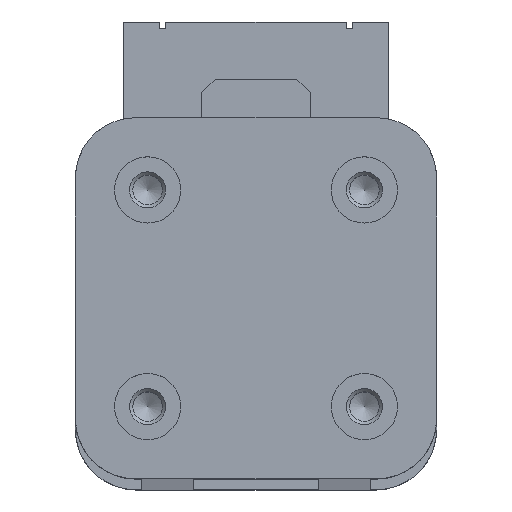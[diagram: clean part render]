
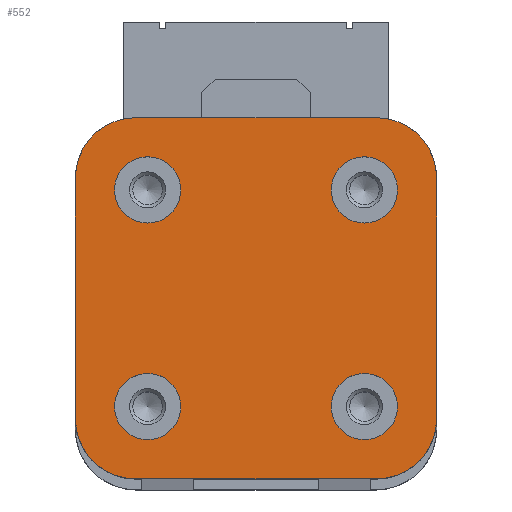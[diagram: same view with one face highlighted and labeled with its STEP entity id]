
A CAD part, top view. The second image highlights one B-rep face of the part: STEP entity #552.
In plain terms, the highlighted planar face has unit normal (0, 0, 1).
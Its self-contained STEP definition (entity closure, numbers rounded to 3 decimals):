
#552 = ADVANCED_FACE( '', ( #1176, #1177, #1178, #1179, #1180 ), #1181, .T. );
#1176 = FACE_BOUND( '', #1887, .T. );
#1177 = FACE_BOUND( '', #1888, .T. );
#1178 = FACE_BOUND( '', #1889, .T. );
#1179 = FACE_BOUND( '', #1890, .T. );
#1180 = FACE_OUTER_BOUND( '', #1891, .T. );
#1181 = PLANE( '', #1892 );
#1887 = EDGE_LOOP( '', ( #3220 ) );
#1888 = EDGE_LOOP( '', ( #3221 ) );
#1889 = EDGE_LOOP( '', ( #3222 ) );
#1890 = EDGE_LOOP( '', ( #3223 ) );
#1891 = EDGE_LOOP( '', ( #3224, #3225, #3226, #3227, #3228, #3229, #3230, #3231 ) );
#1892 = AXIS2_PLACEMENT_3D( '', #3232, #3233, #3234 );
#3220 = ORIENTED_EDGE( '', *, *, #4467, .T. );
#3221 = ORIENTED_EDGE( '', *, *, #4478, .T. );
#3222 = ORIENTED_EDGE( '', *, *, #4479, .T. );
#3223 = ORIENTED_EDGE( '', *, *, #4301, .T. );
#3224 = ORIENTED_EDGE( '', *, *, #4235, .T. );
#3225 = ORIENTED_EDGE( '', *, *, #4447, .T. );
#3226 = ORIENTED_EDGE( '', *, *, #4366, .T. );
#3227 = ORIENTED_EDGE( '', *, *, #4270, .T. );
#3228 = ORIENTED_EDGE( '', *, *, #4208, .T. );
#3229 = ORIENTED_EDGE( '', *, *, #4314, .T. );
#3230 = ORIENTED_EDGE( '', *, *, #4339, .T. );
#3231 = ORIENTED_EDGE( '', *, *, #4374, .T. );
#3232 = CARTESIAN_POINT( '', ( -10., -10., 265. ) );
#3233 = DIRECTION( '', ( 0., 0., 1. ) );
#3234 = DIRECTION( '', ( 1., 0., 0. ) );
#4208 = EDGE_CURVE( '', #5074, #5072, #5075, .T. );
#4235 = EDGE_CURVE( '', #5117, #5115, #5118, .T. );
#4270 = EDGE_CURVE( '', #5175, #5074, #5176, .T. );
#4301 = EDGE_CURVE( '', #5216, #5216, #5217, .F. );
#4314 = EDGE_CURVE( '', #5072, #5235, #5237, .T. );
#4339 = EDGE_CURVE( '', #5235, #5274, #5276, .T. );
#4366 = EDGE_CURVE( '', #5312, #5175, #5313, .T. );
#4374 = EDGE_CURVE( '', #5274, #5117, #5322, .T. );
#4447 = EDGE_CURVE( '', #5115, #5312, #5420, .T. );
#4467 = EDGE_CURVE( '', #5440, #5440, #5441, .F. );
#4478 = EDGE_CURVE( '', #5457, #5457, #5458, .F. );
#4479 = EDGE_CURVE( '', #5459, #5459, #5460, .F. );
#5072 = VERTEX_POINT( '', #6214 );
#5074 = VERTEX_POINT( '', #6217 );
#5075 = LINE( '', #6218, #6219 );
#5115 = VERTEX_POINT( '', #6281 );
#5117 = VERTEX_POINT( '', #6284 );
#5118 = LINE( '', #6285, #6286 );
#5175 = VERTEX_POINT( '', #6358 );
#5176 = CIRCLE( '', #6359, 5. );
#5216 = VERTEX_POINT( '', #6414 );
#5217 = CIRCLE( '', #6415, 2.75 );
#5235 = VERTEX_POINT( '', #6436 );
#5237 = CIRCLE( '', #6439, 5. );
#5274 = VERTEX_POINT( '', #6488 );
#5276 = LINE( '', #6491, #6492 );
#5312 = VERTEX_POINT( '', #6546 );
#5313 = LINE( '', #6547, #6548 );
#5322 = CIRCLE( '', #6559, 5. );
#5420 = CIRCLE( '', #6696, 5. );
#5440 = VERTEX_POINT( '', #6723 );
#5441 = CIRCLE( '', #6724, 2.75 );
#5457 = VERTEX_POINT( '', #6745 );
#5458 = CIRCLE( '', #6746, 2.75 );
#5459 = VERTEX_POINT( '', #6747 );
#5460 = CIRCLE( '', #6748, 2.75 );
#6214 = CARTESIAN_POINT( '', ( 15., 10., 265. ) );
#6217 = CARTESIAN_POINT( '', ( 15., -10., 265. ) );
#6218 = CARTESIAN_POINT( '', ( 15., -10., 265. ) );
#6219 = VECTOR( '', #7299, 1000. );
#6281 = CARTESIAN_POINT( '', ( -15., -10., 265. ) );
#6284 = CARTESIAN_POINT( '', ( -15., 10., 265. ) );
#6285 = CARTESIAN_POINT( '', ( -15., 10., 265. ) );
#6286 = VECTOR( '', #7323, 1000. );
#6358 = CARTESIAN_POINT( '', ( 10., -15., 265. ) );
#6359 = AXIS2_PLACEMENT_3D( '', #7369, #7370, #7371 );
#6414 = CARTESIAN_POINT( '', ( -6.25, 9., 265. ) );
#6415 = AXIS2_PLACEMENT_3D( '', #7405, #7406, #7407 );
#6436 = CARTESIAN_POINT( '', ( 10., 15., 265. ) );
#6439 = AXIS2_PLACEMENT_3D( '', #7430, #7431, #7432 );
#6488 = CARTESIAN_POINT( '', ( -10., 15., 265. ) );
#6491 = CARTESIAN_POINT( '', ( 10., 15., 265. ) );
#6492 = VECTOR( '', #7461, 1000. );
#6546 = CARTESIAN_POINT( '', ( -10., -15., 265. ) );
#6547 = CARTESIAN_POINT( '', ( -10., -15., 265. ) );
#6548 = VECTOR( '', #7483, 1000. );
#6559 = AXIS2_PLACEMENT_3D( '', #7495, #7496, #7497 );
#6696 = AXIS2_PLACEMENT_3D( '', #7558, #7559, #7560 );
#6723 = CARTESIAN_POINT( '', ( 11.75, -9., 265. ) );
#6724 = AXIS2_PLACEMENT_3D( '', #7571, #7572, #7573 );
#6745 = CARTESIAN_POINT( '', ( -6.25, -9., 265. ) );
#6746 = AXIS2_PLACEMENT_3D( '', #7585, #7586, #7587 );
#6747 = CARTESIAN_POINT( '', ( 11.75, 9., 265. ) );
#6748 = AXIS2_PLACEMENT_3D( '', #7588, #7589, #7590 );
#7299 = DIRECTION( '', ( 0., 1., 0. ) );
#7323 = DIRECTION( '', ( 0., -1., 0. ) );
#7369 = CARTESIAN_POINT( '', ( 10., -10., 265. ) );
#7370 = DIRECTION( '', ( 0., 0., 1. ) );
#7371 = DIRECTION( '', ( 1., 0., 0. ) );
#7405 = CARTESIAN_POINT( '', ( -9., 9., 265. ) );
#7406 = DIRECTION( '', ( 0., 0., 1. ) );
#7407 = DIRECTION( '', ( 1., 0., 0. ) );
#7430 = CARTESIAN_POINT( '', ( 10., 10., 265. ) );
#7431 = DIRECTION( '', ( 0., 0., 1. ) );
#7432 = DIRECTION( '', ( 1., 0., 0. ) );
#7461 = DIRECTION( '', ( -1., 0., 0. ) );
#7483 = DIRECTION( '', ( 1., 0., 0. ) );
#7495 = CARTESIAN_POINT( '', ( -10., 10., 265. ) );
#7496 = DIRECTION( '', ( 0., 0., 1. ) );
#7497 = DIRECTION( '', ( 1., 0., 0. ) );
#7558 = CARTESIAN_POINT( '', ( -10., -10., 265. ) );
#7559 = DIRECTION( '', ( 0., 0., 1. ) );
#7560 = DIRECTION( '', ( 1., 0., 0. ) );
#7571 = CARTESIAN_POINT( '', ( 9., -9., 265. ) );
#7572 = DIRECTION( '', ( 0., 0., 1. ) );
#7573 = DIRECTION( '', ( 1., 0., 0. ) );
#7585 = CARTESIAN_POINT( '', ( -9., -9., 265. ) );
#7586 = DIRECTION( '', ( 0., 0., 1. ) );
#7587 = DIRECTION( '', ( 1., 0., 0. ) );
#7588 = CARTESIAN_POINT( '', ( 9., 9., 265. ) );
#7589 = DIRECTION( '', ( 0., 0., 1. ) );
#7590 = DIRECTION( '', ( 1., 0., 0. ) );
